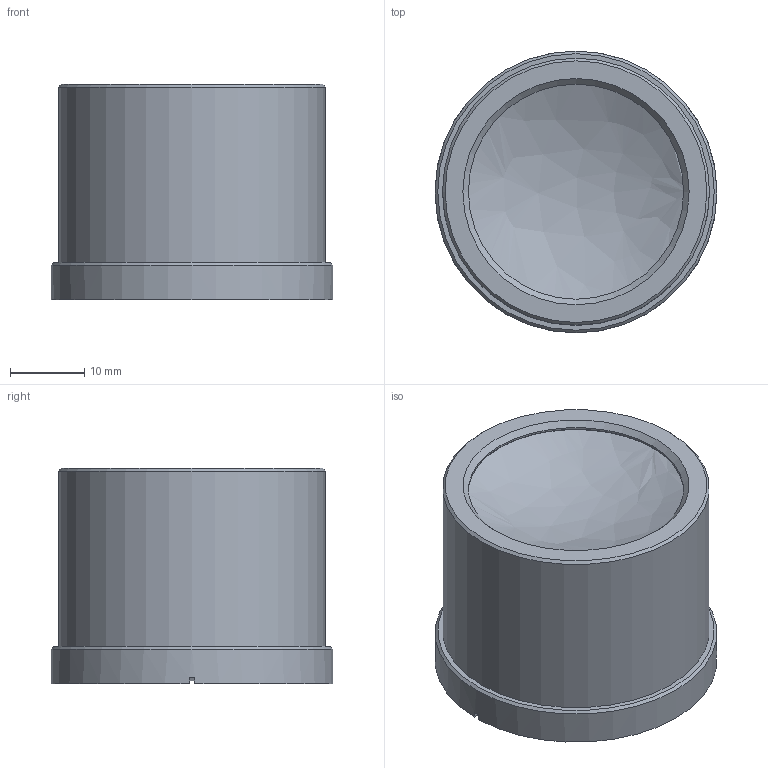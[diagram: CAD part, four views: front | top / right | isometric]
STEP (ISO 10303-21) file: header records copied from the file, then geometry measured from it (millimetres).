
FILE_DESCRIPTION (( 'STEP AP203' ), '1' );
FILE_NAME ('691002.STEP', '2023-09-22T06:30:11', ( 'Windows User' ), ( 'P R C' ), 'SwSTEP 2.0', 'SolidWorks 2020', '' );
FILE_SCHEMA (( 'CONFIG_CONTROL_DESIGN' ));
Length unit declared in the file: millimetre
Products named in the file (8): surfaces 2,3; 691002; surfaces 3,4; 噩芠^f200round175_f_round; surfaces 6,7; 隔圈^f200round175_f_round; ѹȦ; surfaces 5,6
Assembly tree (7 placements, depth 2):
  691002
    surfaces 6,7
    surfaces 2,3
    surfaces 5,6
    surfaces 3,4
    噩芠^f200round175_f_round
    ѹȦ
    隔圈^f200round175_f_round
Bounding box: 38 x 38 x 29 mm (x, y, z)
Volume: 20276.3 mm3; surface area: 19175.4 mm2
Topology: 7 solids, 7 shells, 51 faces, 103 edges, 70 vertices
Faces by surface type: plane 26, cylinder 14, bspline 8, cone 3
Full cylindrical faces by diameter (mm): 29 x1, 32.4 x1, 33 x1, 34 x6, 35.5 x1, 36 x2, 36.5 x1, 38 x1
Entity records: 2722 total; most frequent: CARTESIAN_POINT 899, DIRECTION 224, ORIENTED_EDGE 158, AXIS2_PLACEMENT_3D 96, EDGE_CURVE 79, EDGE_LOOP 78, PERSON_AND_ORGANIZATION 71, FACE_OUTER_BOUND 65
